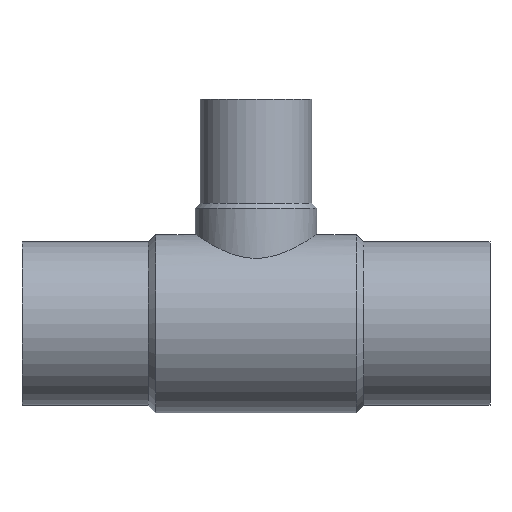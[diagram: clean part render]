
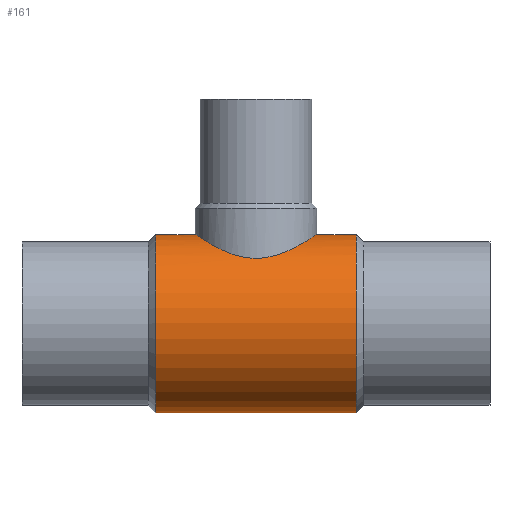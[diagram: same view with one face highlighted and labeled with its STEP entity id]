
A CAD part, top view. The second image highlights one B-rep face of the part: STEP entity #161.
In plain terms, the highlighted cylindrical face has radius 60 mm (diameter 120 mm), a partial arc.
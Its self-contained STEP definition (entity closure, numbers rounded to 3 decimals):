
#161 = ADVANCED_FACE( '', ( #392 ), #393, .T. );
#173 = VERTEX_POINT( '', #407 );
#181 = VERTEX_POINT( '', #416 );
#183 = EDGE_CURVE( '', #197, #181, #418, .T. );
#191 = EDGE_CURVE( '', #271, #263, #426, .T. );
#197 = VERTEX_POINT( '', #433 );
#227 = EDGE_CURVE( '', #181, #245, #467, .T. );
#229 = EDGE_CURVE( '', #271, #173, #469, .T. );
#245 = VERTEX_POINT( '', #485 );
#251 = EDGE_CURVE( '', #173, #197, #491, .T. );
#263 = VERTEX_POINT( '', #503 );
#271 = VERTEX_POINT( '', #513 );
#327 = EDGE_CURVE( '', #245, #263, #577, .T. );
#392 = FACE_OUTER_BOUND( '', #646, .T. );
#393 = CYLINDRICAL_SURFACE( '', #647, 60. );
#407 = CARTESIAN_POINT( '', ( -90., -60., 0. ) );
#416 = CARTESIAN_POINT( '', ( -116.6, 60., 0. ) );
#418 = LINE( '', #682, #683 );
#426 = CIRCLE( '', #697, 60. );
#433 = CARTESIAN_POINT( '', ( -90., 60., 0. ) );
#467 = B_SPLINE_CURVE_WITH_KNOTS( '', 3, ( #780, #781, #782, #783, #784, #785, #786, #787, #788, #789, #790, #791, #792, #793, #794, #795, #796, #797, #798, #799, #800, #801, #802, #803, #804, #805, #806, #807, #808, #809, #810, #811, #812, #813, #814, #815, #816, #817, #818, #819, #820, #821, #822, #823, #824, #825, #826, #827, #828, #829, #830, #831, #832, #833, #834, #835, #836, #837, #838, #839, #840, #841, #842, #843, #844, #845 ), .UNSPECIFIED., .F., .F., ( 4, 2, 2, 2, 2, 2, 2, 2, 2, 2, 2, 2, 2, 2, 2, 2, 2, 2, 2, 2, 2, 2, 2, 2, 2, 2, 2, 2, 2, 2, 2, 2, 4 ), ( 64.35, 68.347, 72.344, 76.341, 80.337, 84.334, 88.331, 92.328, 96.325, 100.372, 104.419, 108.465, 112.512, 116.559, 120.606, 124.653, 128.7, 132.747, 136.794, 140.841, 144.888, 148.935, 152.981, 157.028, 161.075, 165.072, 169.069, 173.066, 177.063, 181.06, 185.056, 189.053, 193.05 ), .UNSPECIFIED. );
#469 = LINE( '', #848, #849 );
#485 = CARTESIAN_POINT( '', ( -198.4, 60., 0. ) );
#491 = CIRCLE( '', #942, 60. );
#503 = CARTESIAN_POINT( '', ( -225., 60., 0. ) );
#513 = CARTESIAN_POINT( '', ( -225., -60., 0. ) );
#577 = LINE( '', #1106, #1107 );
#646 = EDGE_LOOP( '', ( #1217, #1218, #1219, #1220, #1221, #1222 ) );
#647 = AXIS2_PLACEMENT_3D( '', #1223, #1224, #1225 );
#682 = CARTESIAN_POINT( '', ( -157.5, 60., 0. ) );
#683 = VECTOR( '', #1257, 1. );
#697 = AXIS2_PLACEMENT_3D( '', #1263, #1264, #1265 );
#780 = CARTESIAN_POINT( '', ( -116.6, 60., 0. ) );
#781 = CARTESIAN_POINT( '', ( -116.6, 60., 1.332 ) );
#782 = CARTESIAN_POINT( '', ( -116.665, 59.955, 2.68 ) );
#783 = CARTESIAN_POINT( '', ( -116.933, 59.774, 5.381 ) );
#784 = CARTESIAN_POINT( '', ( -117.135, 59.636, 6.734 ) );
#785 = CARTESIAN_POINT( '', ( -117.676, 59.272, 9.419 ) );
#786 = CARTESIAN_POINT( '', ( -118.014, 59.044, 10.751 ) );
#787 = CARTESIAN_POINT( '', ( -118.823, 58.507, 13.37 ) );
#788 = CARTESIAN_POINT( '', ( -119.292, 58.197, 14.657 ) );
#789 = CARTESIAN_POINT( '', ( -120.352, 57.507, 17.166 ) );
#790 = CARTESIAN_POINT( '', ( -120.942, 57.126, 18.389 ) );
#791 = CARTESIAN_POINT( '', ( -122.231, 56.31, 20.753 ) );
#792 = CARTESIAN_POINT( '', ( -122.928, 55.875, 21.894 ) );
#793 = CARTESIAN_POINT( '', ( -124.414, 54.968, 24.08 ) );
#794 = CARTESIAN_POINT( '', ( -125.201, 54.497, 25.125 ) );
#795 = CARTESIAN_POINT( '', ( -126.845, 53.539, 27.106 ) );
#796 = CARTESIAN_POINT( '', ( -127.701, 53.053, 28.043 ) );
#797 = CARTESIAN_POINT( '', ( -129.468, 52.081, 29.81 ) );
#798 = CARTESIAN_POINT( '', ( -130.413, 51.577, 30.672 ) );
#799 = CARTESIAN_POINT( '', ( -132.406, 50.559, 32.323 ) );
#800 = CARTESIAN_POINT( '', ( -133.453, 50.045, 33.111 ) );
#801 = CARTESIAN_POINT( '', ( -135.639, 49.032, 34.592 ) );
#802 = CARTESIAN_POINT( '', ( -136.777, 48.533, 35.287 ) );
#803 = CARTESIAN_POINT( '', ( -139.13, 47.576, 36.567 ) );
#804 = CARTESIAN_POINT( '', ( -140.345, 47.118, 37.153 ) );
#805 = CARTESIAN_POINT( '', ( -142.838, 46.269, 38.206 ) );
#806 = CARTESIAN_POINT( '', ( -144.117, 45.877, 38.672 ) );
#807 = CARTESIAN_POINT( '', ( -146.722, 45.186, 39.478 ) );
#808 = CARTESIAN_POINT( '', ( -148.048, 44.887, 39.816 ) );
#809 = CARTESIAN_POINT( '', ( -150.727, 44.4, 40.358 ) );
#810 = CARTESIAN_POINT( '', ( -152.08, 44.212, 40.562 ) );
#811 = CARTESIAN_POINT( '', ( -154.792, 43.962, 40.833 ) );
#812 = CARTESIAN_POINT( '', ( -156.151, 43.9, 40.9 ) );
#813 = CARTESIAN_POINT( '', ( -158.849, 43.9, 40.9 ) );
#814 = CARTESIAN_POINT( '', ( -160.208, 43.962, 40.833 ) );
#815 = CARTESIAN_POINT( '', ( -162.92, 44.212, 40.562 ) );
#816 = CARTESIAN_POINT( '', ( -164.273, 44.4, 40.358 ) );
#817 = CARTESIAN_POINT( '', ( -166.952, 44.887, 39.816 ) );
#818 = CARTESIAN_POINT( '', ( -168.278, 45.186, 39.478 ) );
#819 = CARTESIAN_POINT( '', ( -170.883, 45.877, 38.672 ) );
#820 = CARTESIAN_POINT( '', ( -172.162, 46.269, 38.206 ) );
#821 = CARTESIAN_POINT( '', ( -174.655, 47.118, 37.153 ) );
#822 = CARTESIAN_POINT( '', ( -175.87, 47.576, 36.567 ) );
#823 = CARTESIAN_POINT( '', ( -178.223, 48.533, 35.287 ) );
#824 = CARTESIAN_POINT( '', ( -179.361, 49.032, 34.592 ) );
#825 = CARTESIAN_POINT( '', ( -181.547, 50.045, 33.111 ) );
#826 = CARTESIAN_POINT( '', ( -182.594, 50.559, 32.323 ) );
#827 = CARTESIAN_POINT( '', ( -184.587, 51.577, 30.672 ) );
#828 = CARTESIAN_POINT( '', ( -185.532, 52.081, 29.81 ) );
#829 = CARTESIAN_POINT( '', ( -187.299, 53.053, 28.043 ) );
#830 = CARTESIAN_POINT( '', ( -188.155, 53.539, 27.106 ) );
#831 = CARTESIAN_POINT( '', ( -189.799, 54.497, 25.125 ) );
#832 = CARTESIAN_POINT( '', ( -190.586, 54.968, 24.08 ) );
#833 = CARTESIAN_POINT( '', ( -192.072, 55.875, 21.894 ) );
#834 = CARTESIAN_POINT( '', ( -192.769, 56.31, 20.753 ) );
#835 = CARTESIAN_POINT( '', ( -194.058, 57.126, 18.389 ) );
#836 = CARTESIAN_POINT( '', ( -194.648, 57.507, 17.166 ) );
#837 = CARTESIAN_POINT( '', ( -195.708, 58.197, 14.657 ) );
#838 = CARTESIAN_POINT( '', ( -196.177, 58.507, 13.37 ) );
#839 = CARTESIAN_POINT( '', ( -196.986, 59.044, 10.751 ) );
#840 = CARTESIAN_POINT( '', ( -197.324, 59.272, 9.419 ) );
#841 = CARTESIAN_POINT( '', ( -197.865, 59.636, 6.734 ) );
#842 = CARTESIAN_POINT( '', ( -198.067, 59.774, 5.381 ) );
#843 = CARTESIAN_POINT( '', ( -198.335, 59.955, 2.68 ) );
#844 = CARTESIAN_POINT( '', ( -198.4, 60., 1.332 ) );
#845 = CARTESIAN_POINT( '', ( -198.4, 60., 0. ) );
#848 = CARTESIAN_POINT( '', ( -157.5, -60., 0. ) );
#849 = VECTOR( '', #1324, 1. );
#942 = AXIS2_PLACEMENT_3D( '', #1332, #1333, #1334 );
#1106 = CARTESIAN_POINT( '', ( -157.5, 60., 0. ) );
#1107 = VECTOR( '', #1429, 1. );
#1217 = ORIENTED_EDGE( '', *, *, #183, .T. );
#1218 = ORIENTED_EDGE( '', *, *, #227, .T. );
#1219 = ORIENTED_EDGE( '', *, *, #327, .T. );
#1220 = ORIENTED_EDGE( '', *, *, #191, .F. );
#1221 = ORIENTED_EDGE( '', *, *, #229, .T. );
#1222 = ORIENTED_EDGE( '', *, *, #251, .T. );
#1223 = CARTESIAN_POINT( '', ( -157.5, 0., 0. ) );
#1224 = DIRECTION( '', ( 1., 0., 0. ) );
#1225 = DIRECTION( '', ( 0., 1., 0. ) );
#1257 = DIRECTION( '', ( -1., 0., 0. ) );
#1263 = CARTESIAN_POINT( '', ( -225., 0., 0. ) );
#1264 = DIRECTION( '', ( -1., 0., 0. ) );
#1265 = DIRECTION( '', ( 0., 1., 0. ) );
#1324 = DIRECTION( '', ( 1., 0., 0. ) );
#1332 = CARTESIAN_POINT( '', ( -90., 0., 0. ) );
#1333 = DIRECTION( '', ( -1., 0., 0. ) );
#1334 = DIRECTION( '', ( 0., 1., 0. ) );
#1429 = DIRECTION( '', ( -1., 0., 0. ) );
